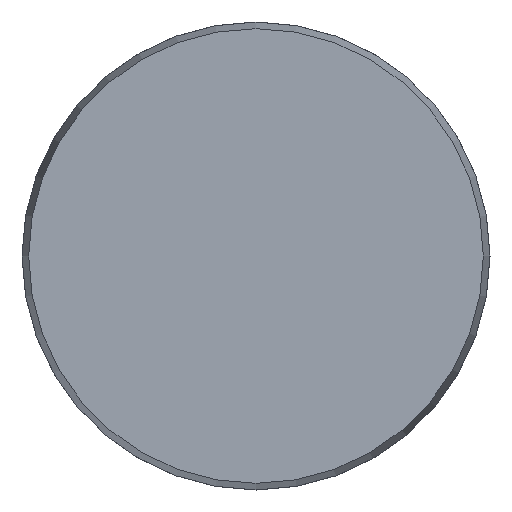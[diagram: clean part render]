
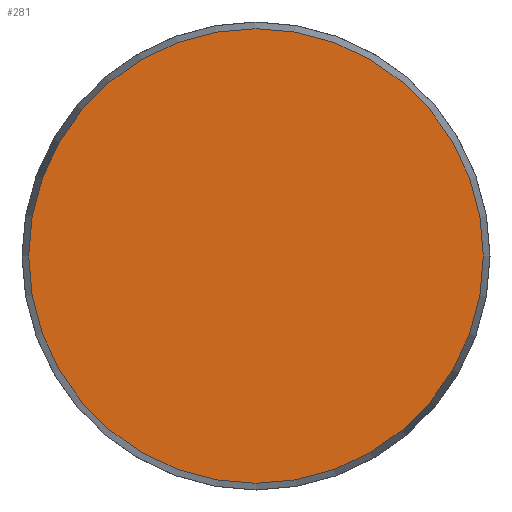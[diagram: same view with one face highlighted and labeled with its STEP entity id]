
A CAD part, front view. The second image highlights one B-rep face of the part: STEP entity #281.
In plain terms, the highlighted planar face has unit normal (0, -1, 0).
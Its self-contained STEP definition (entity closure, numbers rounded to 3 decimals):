
#57 = PLANE ( 'NONE',  #711 ) ;
#63 = DIRECTION ( 'NONE',  ( 0., 0., 1. ) ) ;
#248 = EDGE_LOOP ( 'NONE', ( #378 ) ) ;
#252 = FACE_OUTER_BOUND ( 'NONE', #248, .T. ) ;
#271 = DIRECTION ( 'NONE',  ( 0., -1., 0. ) ) ;
#281 = ADVANCED_FACE ( 'NONE', ( #252 ), #57, .F. ) ;
#322 = CARTESIAN_POINT ( 'NONE',  ( 0., 0., 0. ) ) ;
#328 = DIRECTION ( 'NONE',  ( 0., 0., -1. ) ) ;
#378 = ORIENTED_EDGE ( 'NONE', *, *, #580, .T. ) ;
#578 = CARTESIAN_POINT ( 'NONE',  ( 0., 0., -29.143 ) ) ;
#580 = EDGE_CURVE ( 'NONE', #635, #635, #631, .T. ) ;
#581 = AXIS2_PLACEMENT_3D ( 'NONE', #322, #271, #328 ) ;
#613 = CARTESIAN_POINT ( 'NONE',  ( -29.143, 0., 0. ) ) ;
#631 = CIRCLE ( 'NONE', #581, 29.143 ) ;
#635 = VERTEX_POINT ( 'NONE', #578 ) ;
#690 = DIRECTION ( 'NONE',  ( 0., 1., 0. ) ) ;
#711 = AXIS2_PLACEMENT_3D ( 'NONE', #613, #690, #63 ) ;
